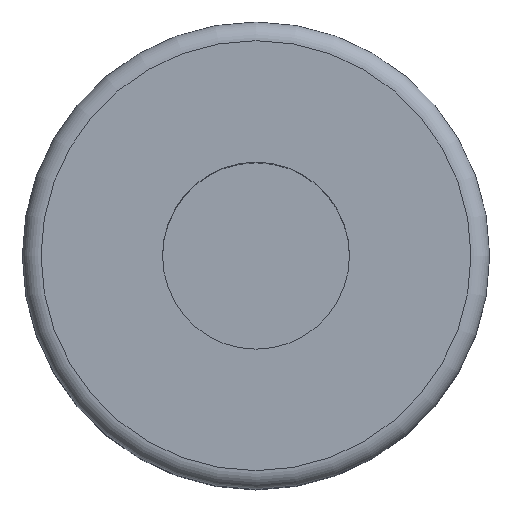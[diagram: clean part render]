
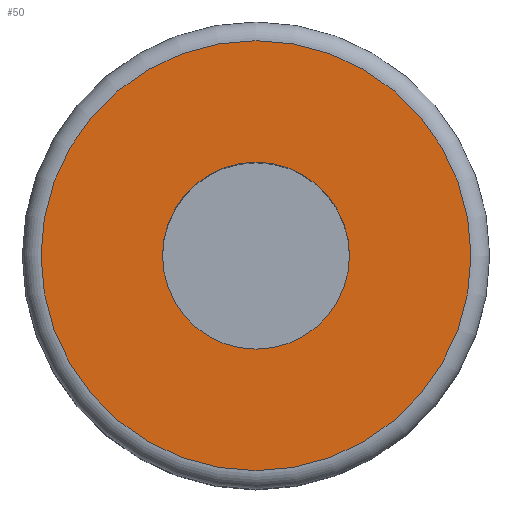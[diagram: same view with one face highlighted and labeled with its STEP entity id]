
A CAD part, top view. The second image highlights one B-rep face of the part: STEP entity #50.
In plain terms, the highlighted planar face has unit normal (0, 0, 1).
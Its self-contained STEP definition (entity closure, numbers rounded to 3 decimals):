
#50=ADVANCED_FACE('',(#66,#67),#61,.F.);
#61=PLANE('',#157);
#66=FACE_BOUND('',#84,.T.);
#67=FACE_BOUND('',#85,.T.);
#84=EDGE_LOOP('',(#104));
#85=EDGE_LOOP('',(#105));
#104=ORIENTED_EDGE('',*,*,#134,.F.);
#105=ORIENTED_EDGE('',*,*,#135,.T.);
#124=VERTEX_POINT('',#222);
#125=VERTEX_POINT('',#224);
#134=EDGE_CURVE('',#124,#124,#144,.T.);
#135=EDGE_CURVE('',#125,#125,#145,.T.);
#144=CIRCLE('',#155,23.);
#145=CIRCLE('',#156,10.);
#155=AXIS2_PLACEMENT_3D('',#221,#178,#179);
#156=AXIS2_PLACEMENT_3D('',#223,#180,#181);
#157=AXIS2_PLACEMENT_3D('',#225,#182,#183);
#178=DIRECTION('',(0.,0.,-1.));
#179=DIRECTION('',(-1.,0.,0.));
#180=DIRECTION('',(0.,0.,-1.));
#181=DIRECTION('',(-1.,0.,0.));
#182=DIRECTION('',(0.,0.,-1.));
#183=DIRECTION('',(1.,0.,0.));
#221=CARTESIAN_POINT('',(0.,0.,40.));
#222=CARTESIAN_POINT('',(-23.,0.,40.));
#223=CARTESIAN_POINT('',(0.,0.,40.));
#224=CARTESIAN_POINT('',(-10.,0.,40.));
#225=CARTESIAN_POINT('',(0.,0.,40.));
